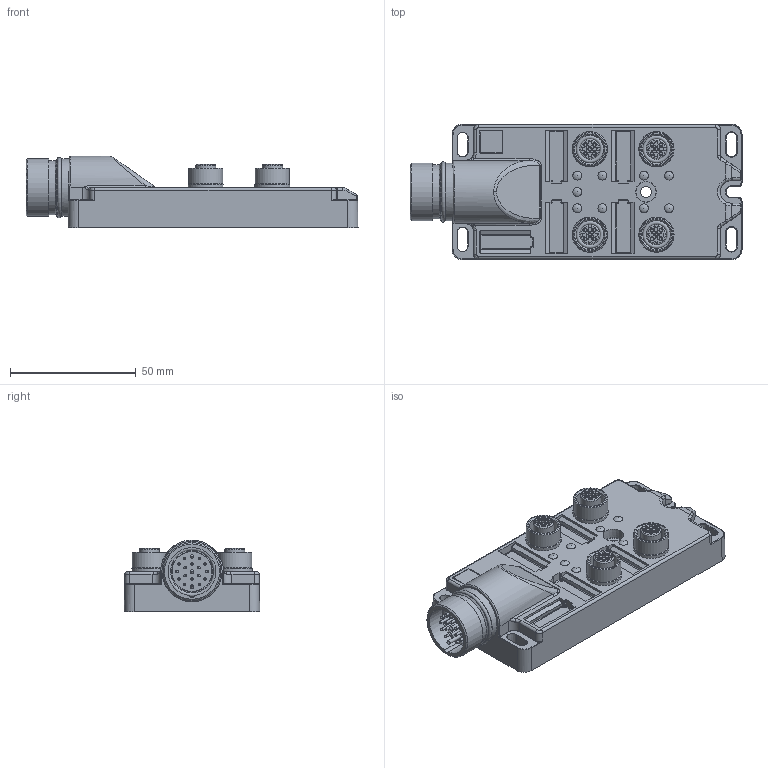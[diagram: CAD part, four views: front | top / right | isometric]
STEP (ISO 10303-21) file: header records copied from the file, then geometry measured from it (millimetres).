
FILE_DESCRIPTION(/* description */ (''),/* implementation_level */ '2;1');
FILE_NAME(/* name */ '4I_OM12-5P3F.stp',/* time_stamp */ '2018-07-12T14:32:38+02:00',/* author */ (''),/* organization */ (''),/* preprocessor_version */ 'ST-DEVELOPER v16',/* originating_system */ 'SIEMENS PLM Software NX 10.0',/* authorisation */ '');
FILE_SCHEMA (('AUTOMOTIVE_DESIGN { 1 0 10303 214 3 1 1 1 }'));
Length unit declared in the file: millimetre
Products named in the file (1): 4I_OM12-5P3F
Bounding box: 132.12 x 53.96 x 28.5 mm (x, y, z)
Volume: 105392.6 mm3; surface area: 26268.5 mm2
Topology: 1 solids, 2 shells, 877 faces, 2102 edges, 1327 vertices
Faces by surface type: cylinder 396, plane 254, bspline 161, cone 29, torus 24, sphere 13
Full cylindrical faces by diameter (mm): 0.999 x16, 1.15 x20, 1.5 x23, 4.388 x1, 11.1 x4, 13.6 x4, 14 x4, 15.9 x1, 16.1 x1, 21 x1, 21.5 x1, 22.8 x2, 23 x1
Entity records: 30675 total; most frequent: CARTESIAN_POINT 12222, ORIENTED_EDGE 3772, DIRECTION 3658, EDGE_CURVE 1886, AXIS2_PLACEMENT_3D 1457, VERTEX_POINT 1251, EDGE_LOOP 1122, ADVANCED_FACE 876
